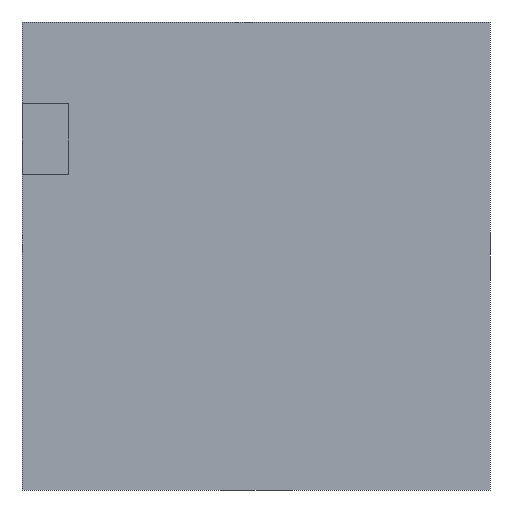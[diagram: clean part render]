
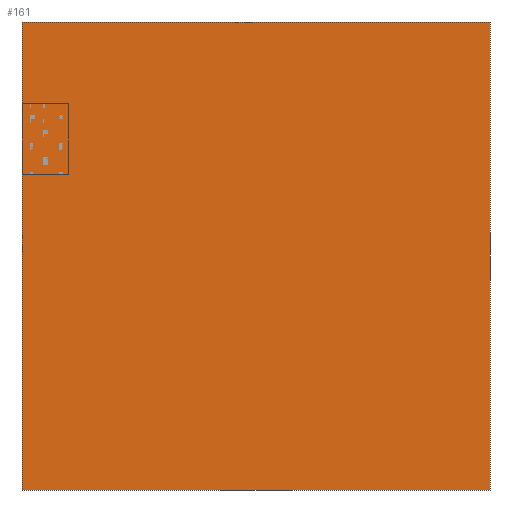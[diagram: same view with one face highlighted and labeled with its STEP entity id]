
A CAD part, front view. The second image highlights one B-rep face of the part: STEP entity #161.
In plain terms, the highlighted planar face has unit normal (0, -1, 0).
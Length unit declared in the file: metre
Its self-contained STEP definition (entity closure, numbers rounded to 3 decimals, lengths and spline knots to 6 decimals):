
#161 = ADVANCED_FACE( '', ( #191 ), #192, .F. );
#191 = FACE_OUTER_BOUND( '', #239, .T. );
#192 = PLANE( '', #240 );
#239 = EDGE_LOOP( '', ( #312, #313, #314, #315 ) );
#240 = AXIS2_PLACEMENT_3D( '', #316, #317, #318 );
#312 = ORIENTED_EDGE( '', *, *, #456, .T. );
#313 = ORIENTED_EDGE( '', *, *, #451, .T. );
#314 = ORIENTED_EDGE( '', *, *, #453, .F. );
#315 = ORIENTED_EDGE( '', *, *, #447, .F. );
#316 = CARTESIAN_POINT( '', ( 10., -5., 10. ) );
#317 = DIRECTION( '', ( 0., 1., 0. ) );
#318 = DIRECTION( '', ( 0., 0., 1. ) );
#447 = EDGE_CURVE( '', #496, #498, #499, .T. );
#451 = EDGE_CURVE( '', #506, #504, #507, .T. );
#453 = EDGE_CURVE( '', #498, #504, #509, .T. );
#456 = EDGE_CURVE( '', #496, #506, #512, .T. );
#496 = VERTEX_POINT( '', #577 );
#498 = VERTEX_POINT( '', #580 );
#499 = LINE( '', #581, #582 );
#504 = VERTEX_POINT( '', #589 );
#506 = VERTEX_POINT( '', #592 );
#507 = LINE( '', #593, #594 );
#509 = LINE( '', #597, #598 );
#512 = LINE( '', #603, #604 );
#577 = CARTESIAN_POINT( '', ( 10., -5., 10. ) );
#580 = CARTESIAN_POINT( '', ( 10., -5., -10. ) );
#581 = CARTESIAN_POINT( '', ( 10., -5., 10. ) );
#582 = VECTOR( '', #703, 1. );
#589 = CARTESIAN_POINT( '', ( -10., -5., -10. ) );
#592 = CARTESIAN_POINT( '', ( -10., -5., 10. ) );
#593 = CARTESIAN_POINT( '', ( -10., -5., 10. ) );
#594 = VECTOR( '', #707, 1. );
#597 = CARTESIAN_POINT( '', ( 10., -5., -10. ) );
#598 = VECTOR( '', #709, 1. );
#603 = CARTESIAN_POINT( '', ( 10., -5., 10. ) );
#604 = VECTOR( '', #712, 1. );
#703 = DIRECTION( '', ( 0., 0., -1. ) );
#707 = DIRECTION( '', ( 0., 0., -1. ) );
#709 = DIRECTION( '', ( -1., 0., 0. ) );
#712 = DIRECTION( '', ( -1., 0., 0. ) );
